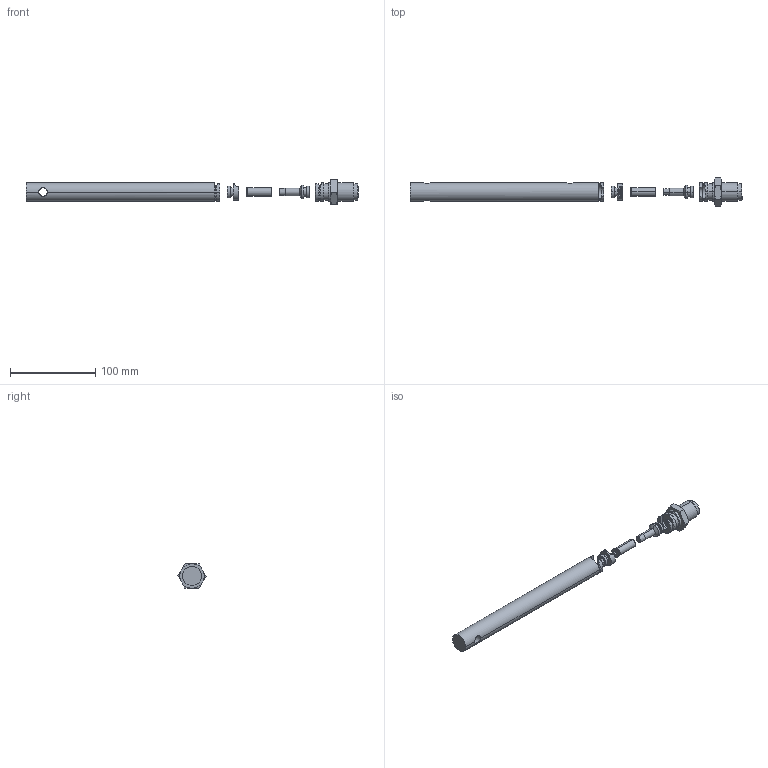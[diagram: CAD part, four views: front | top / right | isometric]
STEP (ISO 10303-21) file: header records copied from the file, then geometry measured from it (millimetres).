
FILE_DESCRIPTION (( 'STEP AP214' ), '1' );
FILE_NAME ('OS-2325 - POS-156.STEP', '2019-08-16T16:04:59', ( '' ), ( '' ), 'SwSTEP 2.0', 'SolidWorks 2019', '' );
FILE_SCHEMA (( 'AUTOMOTIVE_DESIGN' ));
Length unit declared in the file: millimetre
Products named in the file (16): OS-2325 - POS-156; OS-2325 - POS-170 ; OS-2325 - POS-194  ; OS-2325 - POS-151; OS-2325 - POS-152; OS-2325 - POS-150; OS-2325 - POS-153; OS-2325 - POS-128 ; OS-2325 - POS-154 
Assembly tree (8 placements, depth 3):
  OS-2325 - POS-156
    OS-2325 - POS-150
      OS-2325 - POS-151
      OS-2325 - POS-152
      OS-2325 - POS-153
    OS-2325 - POS-194  
    OS-2325 - POS-154 
    OS-2325 - POS-170 
    OS-2325 - POS-128 
  OS-2325 - POS-170 
  OS-2325 - POS-194  
  OS-2325 - POS-151
  OS-2325 - POS-152
Bounding box: 390.25 x 33.02 x 28.94 mm (x, y, z)
Volume: 102991.2 mm3; surface area: 31497 mm2
Topology: 7 solids, 7 shells, 175 faces, 418 edges, 260 vertices
Faces by surface type: cylinder 65, plane 55, cone 32, torus 23
Entity records: 6293 total; most frequent: CARTESIAN_POINT 1468, DIRECTION 923, ORIENTED_EDGE 836, EDGE_CURVE 418, AXIS2_PLACEMENT_3D 383, VERTEX_POINT 260, EDGE_LOOP 196, CIRCLE 195
